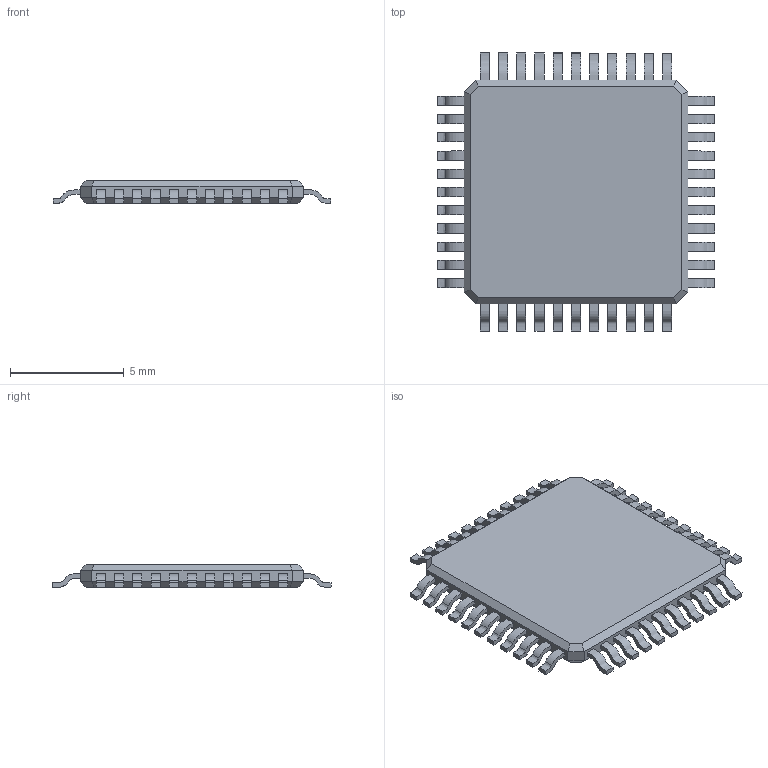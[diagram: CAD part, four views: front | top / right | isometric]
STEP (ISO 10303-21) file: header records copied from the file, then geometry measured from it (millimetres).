
FILE_DESCRIPTION (( 'STEP AP214' ), '1' );
FILE_NAME ('18C54ACA-33AE-43DC-8801-114AFEC218C3.STEP', '2007-09-04T03:31:11', ( 'sysAdmin' ), ( 'SolidWorks' ), 'SwSTEP 2.0', 'SolidWorks 2007', '' );
FILE_SCHEMA (( 'AUTOMOTIVE_DESIGN' ));
Length unit declared in the file: millimetre
Products named in the file (1): 18C54ACA-33AE-43DC-8801-114AFEC218C3
Bounding box: 12.2 x 12.21 x 1.01 mm (x, y, z)
Volume: 97.9 mm3; surface area: 292 mm2
Topology: 23 solids, 23 shells, 290 faces, 650 edges, 428 vertices
Faces by surface type: plane 158, bspline 132
Entity records: 13037 total; most frequent: CARTESIAN_POINT 7045, ORIENTED_EDGE 1300, DIRECTION 748, EDGE_CURVE 650, VECTOR 430, LINE 430, VERTEX_POINT 428, EDGE_LOOP 312
